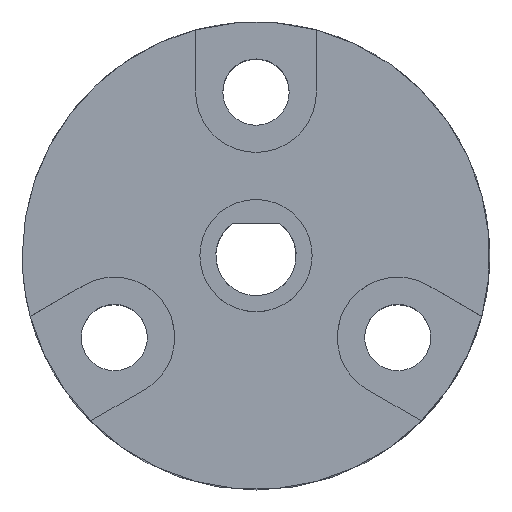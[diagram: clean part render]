
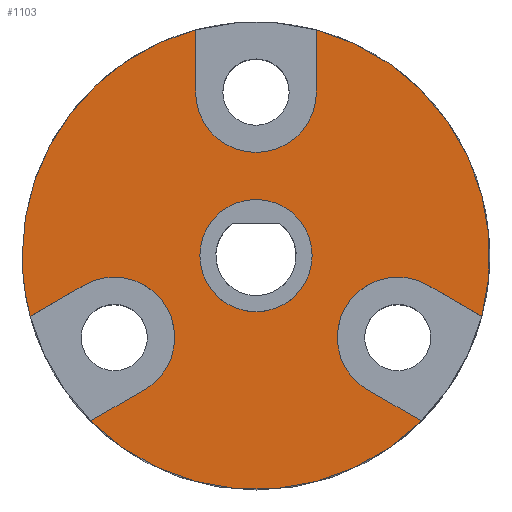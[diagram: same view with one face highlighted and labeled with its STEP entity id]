
A CAD part, top view. The second image highlights one B-rep face of the part: STEP entity #1103.
In plain terms, the highlighted planar face has unit normal (0, 0, 1).
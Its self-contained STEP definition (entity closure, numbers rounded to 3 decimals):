
#20=FACE_BOUND('',#150,.T.);
#45=PLANE('',#1194);
#85=FACE_OUTER_BOUND('',#149,.T.);
#149=EDGE_LOOP('',(#800,#801,#802,#803,#804,#805,#806,#807,#808,#809,#810,
#811,#812));
#150=EDGE_LOOP('',(#813));
#214=LINE('',#1669,#308);
#219=LINE('',#1683,#313);
#222=LINE('',#1692,#316);
#227=LINE('',#1706,#321);
#230=LINE('',#1715,#324);
#234=LINE('',#1724,#328);
#308=VECTOR('',#1318,10.);
#313=VECTOR('',#1331,10.);
#316=VECTOR('',#1340,10.);
#321=VECTOR('',#1353,10.);
#324=VECTOR('',#1362,10.);
#328=VECTOR('',#1368,10.);
#405=CIRCLE('',#1175,3.875);
#408=CIRCLE('',#1182,3.875);
#411=CIRCLE('',#1190,3.875);
#414=CIRCLE('',#1195,15.);
#415=CIRCLE('',#1196,15.);
#416=CIRCLE('',#1197,15.);
#417=CIRCLE('',#1198,15.);
#418=CIRCLE('',#1199,3.6);
#473=VERTEX_POINT('',#1667);
#474=VERTEX_POINT('',#1668);
#477=VERTEX_POINT('',#1676);
#479=VERTEX_POINT('',#1682);
#481=VERTEX_POINT('',#1690);
#482=VERTEX_POINT('',#1691);
#485=VERTEX_POINT('',#1699);
#487=VERTEX_POINT('',#1705);
#489=VERTEX_POINT('',#1713);
#490=VERTEX_POINT('',#1714);
#493=VERTEX_POINT('',#1722);
#494=VERTEX_POINT('',#1723);
#497=VERTEX_POINT('',#1736);
#498=VERTEX_POINT('',#1741);
#584=EDGE_CURVE('',#473,#474,#214,.T.);
#588=EDGE_CURVE('',#477,#473,#405,.T.);
#591=EDGE_CURVE('',#479,#477,#219,.T.);
#595=EDGE_CURVE('',#481,#482,#222,.T.);
#599=EDGE_CURVE('',#485,#481,#408,.T.);
#602=EDGE_CURVE('',#487,#485,#227,.T.);
#606=EDGE_CURVE('',#489,#490,#230,.T.);
#610=EDGE_CURVE('',#493,#494,#234,.T.);
#614=EDGE_CURVE('',#490,#493,#411,.T.);
#617=EDGE_CURVE('',#474,#497,#414,.T.);
#618=EDGE_CURVE('',#497,#489,#415,.T.);
#619=EDGE_CURVE('',#494,#487,#416,.T.);
#620=EDGE_CURVE('',#482,#479,#417,.T.);
#621=EDGE_CURVE('',#498,#498,#418,.T.);
#800=ORIENTED_EDGE('',*,*,#591,.T.);
#801=ORIENTED_EDGE('',*,*,#588,.T.);
#802=ORIENTED_EDGE('',*,*,#584,.T.);
#803=ORIENTED_EDGE('',*,*,#617,.T.);
#804=ORIENTED_EDGE('',*,*,#618,.T.);
#805=ORIENTED_EDGE('',*,*,#606,.T.);
#806=ORIENTED_EDGE('',*,*,#614,.T.);
#807=ORIENTED_EDGE('',*,*,#610,.T.);
#808=ORIENTED_EDGE('',*,*,#619,.T.);
#809=ORIENTED_EDGE('',*,*,#602,.T.);
#810=ORIENTED_EDGE('',*,*,#599,.T.);
#811=ORIENTED_EDGE('',*,*,#595,.T.);
#812=ORIENTED_EDGE('',*,*,#620,.T.);
#813=ORIENTED_EDGE('',*,*,#621,.T.);
#1103=ADVANCED_FACE('',(#85,#20),#45,.T.);
#1175=AXIS2_PLACEMENT_3D('',#1677,#1324,#1325);
#1182=AXIS2_PLACEMENT_3D('',#1700,#1346,#1347);
#1190=AXIS2_PLACEMENT_3D('',#1731,#1374,#1375);
#1194=AXIS2_PLACEMENT_3D('',#1735,#1382,#1383);
#1195=AXIS2_PLACEMENT_3D('',#1737,#1384,#1385);
#1196=AXIS2_PLACEMENT_3D('',#1738,#1386,#1387);
#1197=AXIS2_PLACEMENT_3D('',#1739,#1388,#1389);
#1198=AXIS2_PLACEMENT_3D('',#1740,#1390,#1391);
#1199=AXIS2_PLACEMENT_3D('',#1742,#1392,#1393);
#1318=DIRECTION('',(0.,1.,0.));
#1324=DIRECTION('center_axis',(0.,0.,-1.));
#1325=DIRECTION('ref_axis',(-1.,0.,0.));
#1331=DIRECTION('',(0.,-1.,0.));
#1340=DIRECTION('',(0.866,-0.5,0.));
#1346=DIRECTION('center_axis',(0.,0.,-1.));
#1347=DIRECTION('ref_axis',(-1.,0.,0.));
#1353=DIRECTION('',(-0.866,0.5,0.));
#1362=DIRECTION('',(0.866,0.5,0.));
#1368=DIRECTION('',(-0.866,-0.5,0.));
#1374=DIRECTION('center_axis',(0.,0.,-1.));
#1375=DIRECTION('ref_axis',(-1.,0.,0.));
#1382=DIRECTION('center_axis',(0.,0.,1.));
#1383=DIRECTION('ref_axis',(1.,0.,0.));
#1384=DIRECTION('center_axis',(0.,0.,1.));
#1385=DIRECTION('ref_axis',(1.,0.,0.));
#1386=DIRECTION('center_axis',(0.,0.,1.));
#1387=DIRECTION('ref_axis',(1.,0.,0.));
#1388=DIRECTION('center_axis',(0.,0.,1.));
#1389=DIRECTION('ref_axis',(1.,0.,0.));
#1390=DIRECTION('center_axis',(0.,0.,1.));
#1391=DIRECTION('ref_axis',(1.,0.,0.));
#1392=DIRECTION('center_axis',(0.,0.,-1.));
#1393=DIRECTION('ref_axis',(-1.,0.,0.));
#1667=CARTESIAN_POINT('',(-3.875,10.5,5.5));
#1668=CARTESIAN_POINT('',(-3.875,14.491,5.5));
#1669=CARTESIAN_POINT('',(-3.875,5.25,5.5));
#1676=CARTESIAN_POINT('',(3.875,10.5,5.5));
#1677=CARTESIAN_POINT('Origin',(0.,10.5,5.5));
#1682=CARTESIAN_POINT('',(3.875,14.491,5.5));
#1683=CARTESIAN_POINT('',(3.875,7.245,5.5));
#1690=CARTESIAN_POINT('',(11.031,-1.894,5.5));
#1691=CARTESIAN_POINT('',(14.487,-3.89,5.5));
#1692=CARTESIAN_POINT('',(6.484,0.731,5.5));
#1699=CARTESIAN_POINT('',(7.156,-8.606,5.5));
#1700=CARTESIAN_POINT('Origin',(9.093,-5.25,5.5));
#1705=CARTESIAN_POINT('',(10.612,-10.601,5.5));
#1706=CARTESIAN_POINT('',(4.337,-6.979,5.5));
#1713=CARTESIAN_POINT('',(-14.487,-3.89,5.5));
#1714=CARTESIAN_POINT('',(-11.031,-1.894,5.5));
#1715=CARTESIAN_POINT('',(-8.212,-0.267,5.5));
#1722=CARTESIAN_POINT('',(-7.156,-8.606,5.5));
#1723=CARTESIAN_POINT('',(-10.612,-10.601,5.5));
#1724=CARTESIAN_POINT('',(-2.609,-5.981,5.5));
#1731=CARTESIAN_POINT('Origin',(-9.093,-5.25,5.5));
#1735=CARTESIAN_POINT('Origin',(0.,0.,5.5));
#1736=CARTESIAN_POINT('',(-15.,0.,5.5));
#1737=CARTESIAN_POINT('Origin',(0.,0.,5.5));
#1738=CARTESIAN_POINT('Origin',(0.,0.,5.5));
#1739=CARTESIAN_POINT('Origin',(0.,0.,5.5));
#1740=CARTESIAN_POINT('Origin',(0.,0.,5.5));
#1741=CARTESIAN_POINT('',(3.6,0.,5.5));
#1742=CARTESIAN_POINT('Origin',(0.,0.,5.5));
